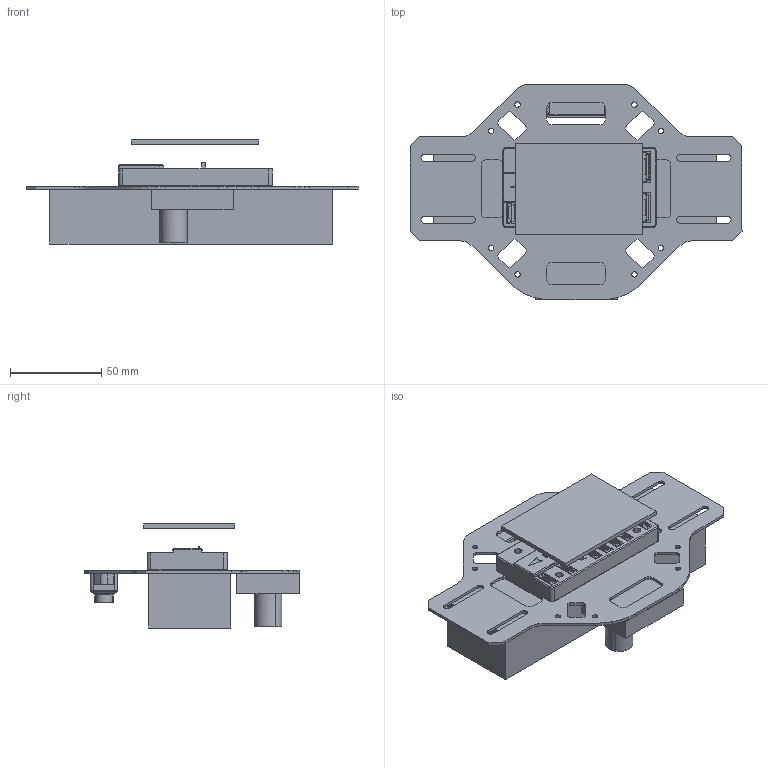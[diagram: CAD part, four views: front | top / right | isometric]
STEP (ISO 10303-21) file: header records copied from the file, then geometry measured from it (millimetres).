
FILE_DESCRIPTION(/* description */ (''),/* implementation_level */ '2;1');
FILE_NAME(/* name */ 'LOWER-~1',/* time_stamp */ '2020-03-05T11:11:29+01:00',/* author */ (''),/* organization */ (''),/* preprocessor_version */ 'ST-DEVELOPER v15',/* originating_system */ '',/* authorisation */ '');
FILE_SCHEMA (('AUTOMOTIVE_DESIGN'));
Length unit declared in the file: millimetre
Products named in the file (12): Document; LiDAR Benewake TFMini1; LiDAR Benewake TFMini; Block 15; Block 16; Block 17; Lente Grande; Lente Pequena; SM04B-GHS-TB; Chipset; Adesivo; Block 19
Assembly tree (11 placements, depth 4):
  Document
    LiDAR Benewake TFMini1
      LiDAR Benewake TFMini
        Block 15
        Block 16
        Block 17
      Lente Grande
      Lente Pequena
      SM04B-GHS-TB
      Chipset
      Adesivo
    Block 19
Bounding box: 182 x 118.06 x 57.03 mm (x, y, z)
Volume: 258927.6 mm3; surface area: 93176.7 mm2
Topology: 23 solids, 42 shells, 1533 faces, 4194 edges, 2747 vertices
Faces by surface type: plane 1206, bspline 327
Entity records: 52071 total; most frequent: CARTESIAN_POINT 23704, ORIENTED_EDGE 8241, EDGE_CURVE 4183, B_SPLINE_CURVE_WITH_KNOTS 3759, VERTEX_POINT 2750, EDGE_LOOP 1682, ADVANCED_FACE 1532, FACE_OUTER_BOUND 1532
